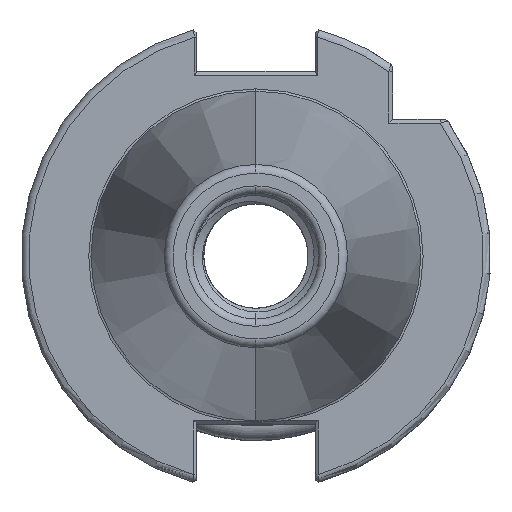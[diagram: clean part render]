
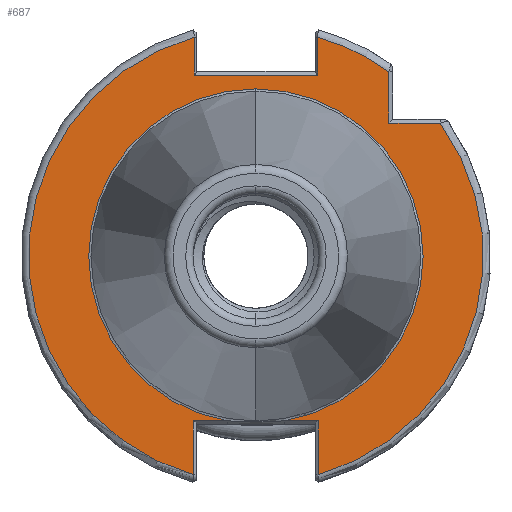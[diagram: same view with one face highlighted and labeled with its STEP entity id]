
A CAD part, left-side view. The second image highlights one B-rep face of the part: STEP entity #687.
In plain terms, the highlighted planar face has unit normal (-1, 0, 0).
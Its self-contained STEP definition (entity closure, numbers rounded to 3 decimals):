
#687 = ADVANCED_FACE ( 'NONE', ( #13259 ), #4249, .F. ) ;
#2873 = CARTESIAN_POINT ( 'NONE',  ( 0., -8.335, 24.5 ) ) ;
#2878 = CARTESIAN_POINT ( 'NONE',  ( 0., -18., 24.962 ) ) ;
#2879 = CARTESIAN_POINT ( 'NONE',  ( 0., 8.335, 29.625 ) ) ;
#2896 = CARTESIAN_POINT ( 'NONE',  ( 0., -8.451, -22.3 ) ) ;
#2903 = CARTESIAN_POINT ( 'NONE',  ( 0., 8.451, -29.592 ) ) ;
#2907 = CARTESIAN_POINT ( 'NONE',  ( 0., 8.451, -22.3 ) ) ;
#2910 = CARTESIAN_POINT ( 'NONE',  ( 0., -8.335, 29.625 ) ) ;
#2919 = CARTESIAN_POINT ( 'NONE',  ( 0., 8.335, 24.5 ) ) ;
#2982 = CARTESIAN_POINT ( 'NONE',  ( 0., 3.833, -22.3 ) ) ;
#2984 = CARTESIAN_POINT ( 'NONE',  ( 0., -24.962, 18. ) ) ;
#2990 = CARTESIAN_POINT ( 'NONE',  ( 0., -18., 18. ) ) ;
#3008 = CARTESIAN_POINT ( 'NONE',  ( 0., -8.451, -29.592 ) ) ;
#3127 = CARTESIAN_POINT ( 'NONE',  ( 0., -3.833, -22.3 ) ) ;
#3168 = CARTESIAN_POINT ( 'NONE',  ( 0., 0., 22.627 ) ) ;
#4249 = PLANE ( 'NONE',  #8881 ) ;
#4268 = DIRECTION ( 'NONE',  ( 1., 0., 0. ) ) ;
#4276 = CARTESIAN_POINT ( 'NONE',  ( 0., 22.692, 0. ) ) ;
#4277 = DIRECTION ( 'NONE',  ( 0., 0., -1. ) ) ;
#7263 = CARTESIAN_POINT ( 'NONE',  ( 0., -8.451, 0. ) ) ;
#7267 = DIRECTION ( 'NONE',  ( 0., 0., -1. ) ) ;
#7328 = CARTESIAN_POINT ( 'NONE',  ( 0., -8.335, 25. ) ) ;
#7353 = DIRECTION ( 'NONE',  ( 0., 0., -1. ) ) ;
#8881 = AXIS2_PLACEMENT_3D ( 'NONE', #4276, #4268, #4277 ) ;
#11496 = DIRECTION ( 'NONE',  ( 0., 0., 1. ) ) ;
#11519 = CARTESIAN_POINT ( 'NONE',  ( 0., -18., 24.594 ) ) ;
#12292 = EDGE_LOOP ( 'NONE', ( #26970, #26935, #26943, #26982, #26937, #27000, #26945, #26988, #26972, #26994, #26958, #26978, #26938, #26219 ) ) ;
#12820 = CARTESIAN_POINT ( 'NONE',  ( 0., -18.5, 18. ) ) ;
#12845 = DIRECTION ( 'NONE',  ( 0., 1., 0. ) ) ;
#12866 = DIRECTION ( 'NONE',  ( 0., 0., -1. ) ) ;
#12881 = CARTESIAN_POINT ( 'NONE',  ( 0., 0., 0. ) ) ;
#12885 = DIRECTION ( 'NONE',  ( -1., 0., 0. ) ) ;
#13259 = FACE_OUTER_BOUND ( 'NONE', #12292, .T. ) ;
#14179 = LINE ( 'NONE', #12820, #14181 ) ;
#14181 = VECTOR ( 'NONE', #12845, 1000. ) ;
#14200 = CIRCLE ( 'NONE', #19151, 30.775 ) ;
#14228 = LINE ( 'NONE', #11519, #14261 ) ;
#14261 = VECTOR ( 'NONE', #11496, 1000. ) ;
#14527 = EDGE_CURVE ( 'NONE', #21243, #21285, #21629, .T. ) ;
#14928 = EDGE_CURVE ( 'NONE', #20756, #20874, #21396, .T. ) ;
#14935 = EDGE_CURVE ( 'NONE', #20778, #20788, #21431, .T. ) ;
#14954 = EDGE_CURVE ( 'NONE', #20775, #20789, #21482, .T. ) ;
#14958 = EDGE_CURVE ( 'NONE', #21285, #20756, #21488, .T. ) ;
#14961 = EDGE_CURVE ( 'NONE', #20874, #20799, #21440, .T. ) ;
#14979 = EDGE_CURVE ( 'NONE', #20789, #20758, #21447, .T. ) ;
#14981 = EDGE_CURVE ( 'NONE', #20824, #21243, #21478, .T. ) ;
#14983 = EDGE_CURVE ( 'NONE', #20758, #20803, #21449, .T. ) ;
#14984 = EDGE_CURVE ( 'NONE', #20788, #20775, #21450, .T. ) ;
#14998 = EDGE_CURVE ( 'NONE', #20803, #20824, #21471, .T. ) ;
#16663 = DIRECTION ( 'NONE',  ( 0., 0., 1. ) ) ;
#16666 = CARTESIAN_POINT ( 'NONE',  ( 0., 8.335, 29.704 ) ) ;
#16706 = DIRECTION ( 'NONE',  ( 0., -1., 0. ) ) ;
#16715 = CARTESIAN_POINT ( 'NONE',  ( 0., 22.692, -22.3 ) ) ;
#16716 = CARTESIAN_POINT ( 'NONE',  ( 0., 0., 0. ) ) ;
#16750 = DIRECTION ( 'NONE',  ( -1., 0., 0. ) ) ;
#16751 = DIRECTION ( 'NONE',  ( 0., 0., -1. ) ) ;
#16821 = CARTESIAN_POINT ( 'NONE',  ( 0., 8.05, 24.5 ) ) ;
#16827 = CARTESIAN_POINT ( 'NONE',  ( 0., 0., 0. ) ) ;
#16829 = DIRECTION ( 'NONE',  ( 1., 0., 0. ) ) ;
#16833 = CARTESIAN_POINT ( 'NONE',  ( 0., 0., 0. ) ) ;
#16839 = CARTESIAN_POINT ( 'NONE',  ( 0., 8.451, 0. ) ) ;
#16840 = DIRECTION ( 'NONE',  ( 0., 0., -1. ) ) ;
#16841 = DIRECTION ( 'NONE',  ( -1., 0., 0. ) ) ;
#16844 = DIRECTION ( 'NONE',  ( 0., 0., -1. ) ) ;
#16846 = DIRECTION ( 'NONE',  ( 0., 1., 0. ) ) ;
#16856 = DIRECTION ( 'NONE',  ( 0., 0., 1. ) ) ;
#16970 = DIRECTION ( 'NONE',  ( 0., -1., 0. ) ) ;
#16982 = CARTESIAN_POINT ( 'NONE',  ( 0., 22.692, -22.3 ) ) ;
#17158 = EDGE_CURVE ( 'NONE', #20799, #20842, #14179, .T. ) ;
#17163 = EDGE_CURVE ( 'NONE', #20772, #20778, #14200, .T. ) ;
#17196 = EDGE_CURVE ( 'NONE', #20842, #20772, #14228, .T. ) ;
#19030 = AXIS2_PLACEMENT_3D ( 'NONE', #16716, #16750, #16751 ) ;
#19032 = AXIS2_PLACEMENT_3D ( 'NONE', #16833, #16829, #16840 ) ;
#19069 = AXIS2_PLACEMENT_3D ( 'NONE', #16827, #16841, #16844 ) ;
#19151 = AXIS2_PLACEMENT_3D ( 'NONE', #12881, #12885, #12866 ) ;
#19302 = AXIS2_PLACEMENT_3D ( 'NONE', #19649, #19620, #19621 ) ;
#19620 = DIRECTION ( 'NONE',  ( 1., 0., 0. ) ) ;
#19621 = DIRECTION ( 'NONE',  ( 0., 0., -1. ) ) ;
#19649 = CARTESIAN_POINT ( 'NONE',  ( 0., 0., 0. ) ) ;
#20756 = VERTEX_POINT ( 'NONE', #2896 ) ;
#20758 = VERTEX_POINT ( 'NONE', #2903 ) ;
#20772 = VERTEX_POINT ( 'NONE', #2878 ) ;
#20775 = VERTEX_POINT ( 'NONE', #2919 ) ;
#20778 = VERTEX_POINT ( 'NONE', #2910 ) ;
#20788 = VERTEX_POINT ( 'NONE', #2873 ) ;
#20789 = VERTEX_POINT ( 'NONE', #2879 ) ;
#20799 = VERTEX_POINT ( 'NONE', #2984 ) ;
#20803 = VERTEX_POINT ( 'NONE', #2907 ) ;
#20824 = VERTEX_POINT ( 'NONE', #2982 ) ;
#20842 = VERTEX_POINT ( 'NONE', #2990 ) ;
#20874 = VERTEX_POINT ( 'NONE', #3008 ) ;
#21243 = VERTEX_POINT ( 'NONE', #3168 ) ;
#21285 = VERTEX_POINT ( 'NONE', #3127 ) ;
#21396 = LINE ( 'NONE', #7263, #21407 ) ;
#21407 = VECTOR ( 'NONE', #7267, 1000. ) ;
#21431 = LINE ( 'NONE', #7328, #21443 ) ;
#21436 = VECTOR ( 'NONE', #16706, 1000. ) ;
#21440 = CIRCLE ( 'NONE', #19030, 30.775 ) ;
#21443 = VECTOR ( 'NONE', #7353, 1000. ) ;
#21445 = VECTOR ( 'NONE', #16856, 1000. ) ;
#21447 = CIRCLE ( 'NONE', #19069, 30.775 ) ;
#21449 = LINE ( 'NONE', #16839, #21445 ) ;
#21450 = LINE ( 'NONE', #16821, #21469 ) ;
#21458 = VECTOR ( 'NONE', #16663, 1000. ) ;
#21469 = VECTOR ( 'NONE', #16846, 1000. ) ;
#21471 = LINE ( 'NONE', #16982, #21481 ) ;
#21478 = CIRCLE ( 'NONE', #19032, 22.627 ) ;
#21481 = VECTOR ( 'NONE', #16970, 1000. ) ;
#21482 = LINE ( 'NONE', #16666, #21458 ) ;
#21488 = LINE ( 'NONE', #16715, #21436 ) ;
#21629 = CIRCLE ( 'NONE', #19302, 22.627 ) ;
#26219 = ORIENTED_EDGE ( 'NONE', *, *, #14961, .T. ) ;
#26935 = ORIENTED_EDGE ( 'NONE', *, *, #17196, .T. ) ;
#26937 = ORIENTED_EDGE ( 'NONE', *, *, #14984, .T. ) ;
#26938 = ORIENTED_EDGE ( 'NONE', *, *, #14928, .T. ) ;
#26943 = ORIENTED_EDGE ( 'NONE', *, *, #17163, .T. ) ;
#26945 = ORIENTED_EDGE ( 'NONE', *, *, #14979, .T. ) ;
#26958 = ORIENTED_EDGE ( 'NONE', *, *, #14527, .T. ) ;
#26970 = ORIENTED_EDGE ( 'NONE', *, *, #17158, .T. ) ;
#26972 = ORIENTED_EDGE ( 'NONE', *, *, #14998, .T. ) ;
#26978 = ORIENTED_EDGE ( 'NONE', *, *, #14958, .T. ) ;
#26982 = ORIENTED_EDGE ( 'NONE', *, *, #14935, .T. ) ;
#26988 = ORIENTED_EDGE ( 'NONE', *, *, #14983, .T. ) ;
#26994 = ORIENTED_EDGE ( 'NONE', *, *, #14981, .T. ) ;
#27000 = ORIENTED_EDGE ( 'NONE', *, *, #14954, .T. ) ;
